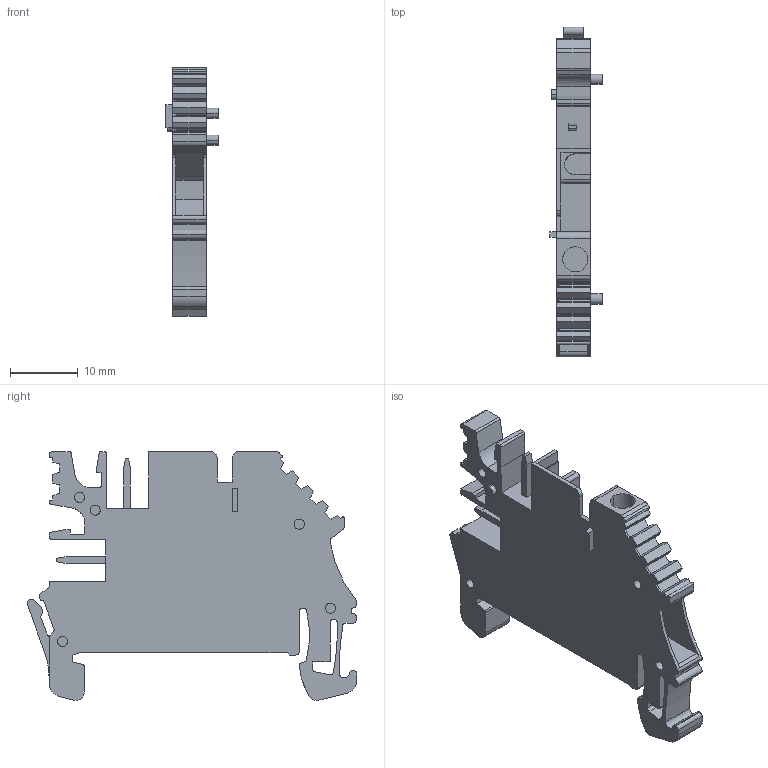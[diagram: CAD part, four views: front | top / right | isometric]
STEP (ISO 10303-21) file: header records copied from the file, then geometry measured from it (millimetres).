
FILE_DESCRIPTION(('CATIA V5 STEP Exchange','CAx-IF Rec.Pracs.--- Model Styling and Organization---1.4--- 2014-01-23'),'2;1');
FILE_NAME ('D1452901_2_1577340000_1577340000.stp','2021-12-09T05:29:27+00:00',('none'),('Weidmueller'),'CATIA Version 5-6 Release 2016 SP3 HF44','CATIA V5 STEP AP214','none');
FILE_SCHEMA(('AUTOMOTIVE_DESIGN { 1 0 10303 214 1 1 1 1 }'));
Length unit declared in the file: millimetre
Products named in the file (1): 1577340000
Bounding box: 7.73 x 48.63 x 36.7 mm (x, y, z)
Volume: 4634.2 mm3; surface area: 4471.8 mm2
Topology: 3 solids, 3 shells, 284 faces, 804 edges, 535 vertices
Faces by surface type: plane 202, cylinder 81, extrusion 1
Entity records: 9409 total; most frequent: CARTESIAN_POINT 1800, ORIENTED_EDGE 1608, DIRECTION 1321, EDGE_CURVE 804, VECTOR 631, LINE 630, VERTEX_POINT 535, AXIS2_PLACEMENT_3D 425
